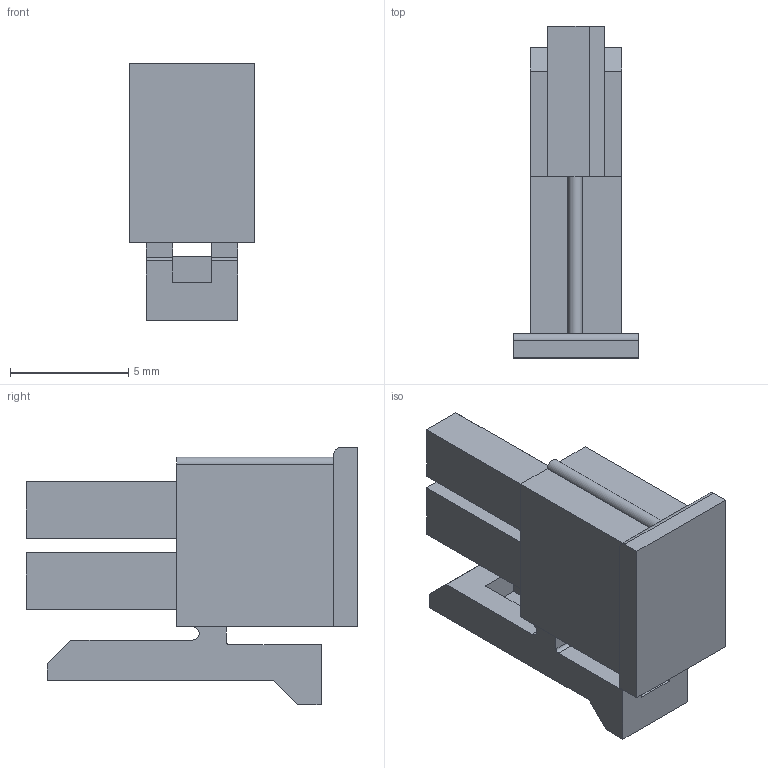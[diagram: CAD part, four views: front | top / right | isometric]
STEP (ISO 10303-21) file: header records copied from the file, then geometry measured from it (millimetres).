
FILE_DESCRIPTION((''),'2;1');
FILE_NAME('430250200','2017-10-17T',('ksrinivasara'),(''),'PRO/ENGINEER BY PARAMETRIC TECHNOLOGY CORPORATION, 2012310','PRO/ENGINEER BY PARAMETRIC TECHNOLOGY CORPORATION, 2012310','');
FILE_SCHEMA(('CONFIG_CONTROL_DESIGN'));
Length unit declared in the file: millimetre
Products named in the file (1): 430250200
Bounding box: 5.28 x 14 x 10.85 mm (x, y, z)
Volume: 347.4 mm3; surface area: 544.4 mm2
Topology: 1 solids, 1 shells, 60 faces, 163 edges, 108 vertices
Faces by surface type: plane 54, cylinder 6
Entity records: 1909 total; most frequent: CARTESIAN_POINT 332, ORIENTED_EDGE 326, DIRECTION 297, EDGE_CURVE 163, VECTOR 151, LINE 151, VERTEX_POINT 108, AXIS2_PLACEMENT_3D 73
